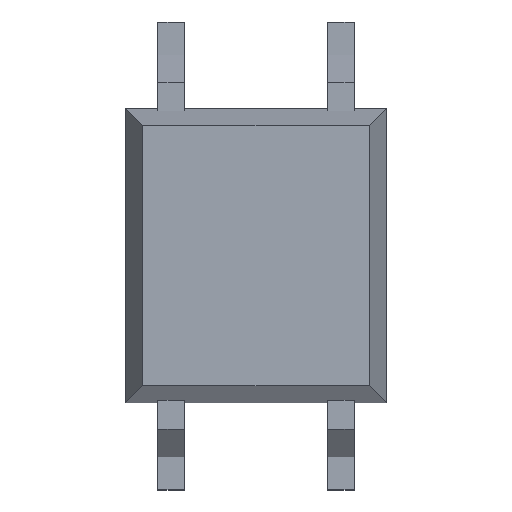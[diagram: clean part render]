
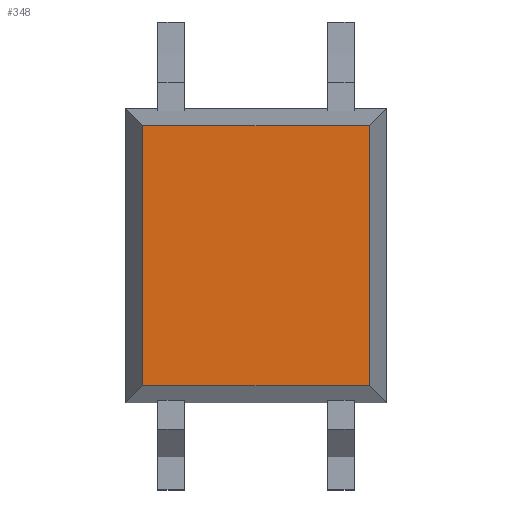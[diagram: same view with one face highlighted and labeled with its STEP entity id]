
A CAD part, top view. The second image highlights one B-rep face of the part: STEP entity #348.
In plain terms, the highlighted face is planar.
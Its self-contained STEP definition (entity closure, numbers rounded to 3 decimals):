
#32 = EDGE_CURVE('',#33,#35,#37,.T.);
#33 = VERTEX_POINT('',#34);
#34 = CARTESIAN_POINT('',(1.695,2.,1.945));
#35 = VERTEX_POINT('',#36);
#36 = CARTESIAN_POINT('',(-1.695,2.,1.945));
#37 = LINE('',#38,#39);
#38 = CARTESIAN_POINT('',(1.95,2.,1.945));
#39 = VECTOR('',#40,1.);
#40 = DIRECTION('',(-1.,0.,0.));
#147 = VERTEX_POINT('',#148);
#148 = CARTESIAN_POINT('',(-1.695,2.,-1.945));
#154 = EDGE_CURVE('',#155,#147,#157,.T.);
#155 = VERTEX_POINT('',#156);
#156 = CARTESIAN_POINT('',(1.695,2.,-1.945));
#157 = LINE('',#158,#159);
#158 = CARTESIAN_POINT('',(1.95,2.,-1.945));
#159 = VECTOR('',#160,1.);
#160 = DIRECTION('',(-1.,0.,0.));
#348 = ADVANCED_FACE('',(#349),#365,.F.);
#349 = FACE_BOUND('',#350,.T.);
#350 = EDGE_LOOP('',(#351,#352,#358,#359));
#351 = ORIENTED_EDGE('',*,*,#154,.T.);
#352 = ORIENTED_EDGE('',*,*,#353,.T.);
#353 = EDGE_CURVE('',#147,#35,#354,.T.);
#354 = LINE('',#355,#356);
#355 = CARTESIAN_POINT('',(-1.695,2.,-3.5));
#356 = VECTOR('',#357,1.);
#357 = DIRECTION('',(0.,0.,1.));
#358 = ORIENTED_EDGE('',*,*,#32,.F.);
#359 = ORIENTED_EDGE('',*,*,#360,.F.);
#360 = EDGE_CURVE('',#155,#33,#361,.T.);
#361 = LINE('',#362,#363);
#362 = CARTESIAN_POINT('',(1.695,2.,-3.5));
#363 = VECTOR('',#364,1.);
#364 = DIRECTION('',(0.,0.,1.));
#365 = PLANE('',#366);
#366 = AXIS2_PLACEMENT_3D('',#367,#368,#369);
#367 = CARTESIAN_POINT('',(1.95,2.,1.945));
#368 = DIRECTION('',(0.,-1.,0.));
#369 = DIRECTION('',(0.,0.,-1.));
